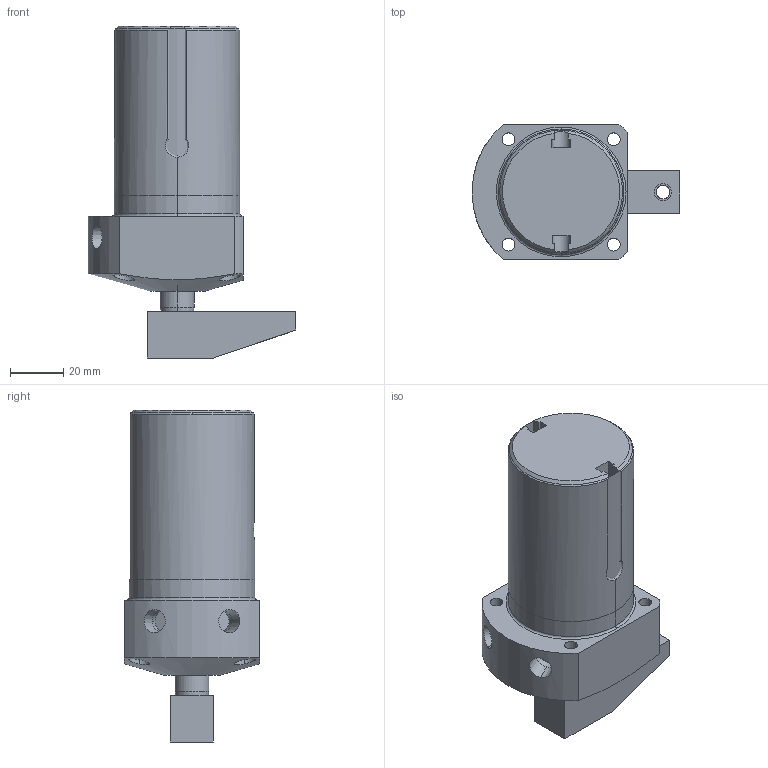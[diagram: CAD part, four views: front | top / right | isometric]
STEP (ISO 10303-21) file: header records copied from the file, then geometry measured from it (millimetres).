
FILE_DESCRIPTION((''),'2;1');
FILE_NAME('ILCP1511800_ASM','2010-09-15T',('jdw'),(''),'PRO/ENGINEER BY PARAMETRIC TECHNOLOGY CORPORATION, 2007460','PRO/ENGINEER BY PARAMETRIC TECHNOLOGY CORPORATION, 2007460','');
FILE_SCHEMA(('AUTOMOTIVE_DESIGN_CC2 { 1 2 10303 214 -1 1 5 2 }'));
Length unit declared in the file: inch
Products named in the file (3): ILCP1511800; ILC91500903; ILCP1511800_ASM
Assembly tree (2 placements, depth 2):
  ILCP1511800_ASM
    ILCP1511800
    ILC91500903
Bounding box: 77.79 x 50.8 x 124.26 mm (x, y, z)
Volume: 196913.3 mm3; surface area: 39599.8 mm2
Topology: 2 solids, 6 shells, 123 faces, 301 edges, 197 vertices
Faces by surface type: plane 52, cylinder 47, cone 16, bspline 4, torus 4
Entity records: 5490 total; most frequent: CARTESIAN_POINT 1315, DIRECTION 622, ORIENTED_EDGE 586, EDGE_CURVE 299, PRESENTATION_STYLE_ASSIGNMENT 277, STYLED_ITEM 253, CURVE_STYLE 250, AXIS2_PLACEMENT_3D 240
